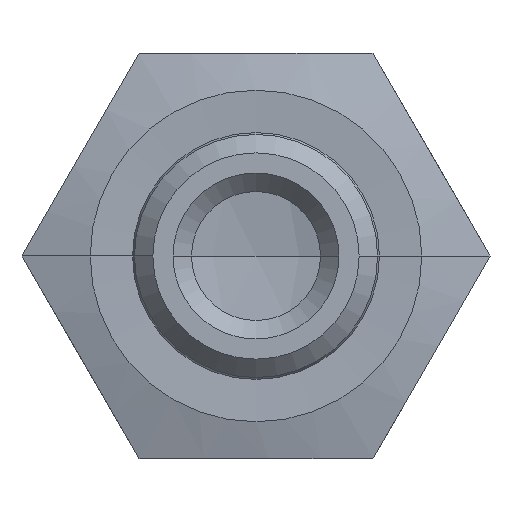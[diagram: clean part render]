
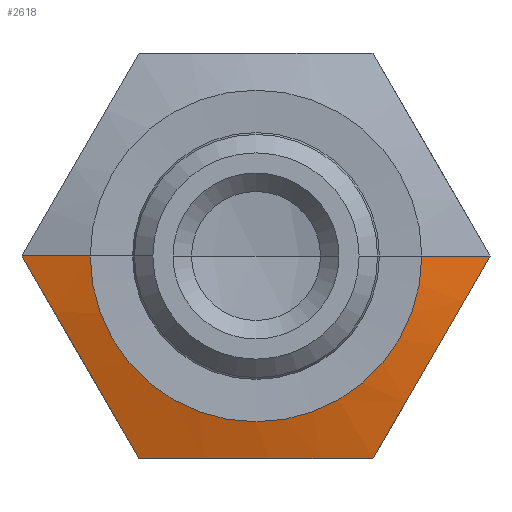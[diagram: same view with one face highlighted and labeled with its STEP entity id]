
A CAD part, front view. The second image highlights one B-rep face of the part: STEP entity #2618.
In plain terms, the highlighted conical face has half-angle 75 degrees and reference radius 9 mm.
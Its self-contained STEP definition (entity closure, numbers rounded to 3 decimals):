
#484 = VERTEX_POINT ( 'NONE', #10095 ) ;
#1891 = VERTEX_POINT ( 'NONE', #18559 ) ;
#2091 = VECTOR ( 'NONE', #30005, 1000. ) ;
#2360 = CARTESIAN_POINT ( 'NONE',  ( 10.585, 2.078, -3.667 ) ) ;
#2618 = ADVANCED_FACE ( 'NONE', ( #27207 ), #12376, .T. ) ;
#2639 = CARTESIAN_POINT ( 'NONE',  ( 9., 1.5, 0. ) ) ;
#3623 = B_SPLINE_CURVE_WITH_KNOTS ( 'NONE', 3,
 ( #15111, #30937, #20400, #4680, #23042, #7299, #25717, #9960, #28360, #12593 ),
 .UNSPECIFIED., .F., .F.,
 ( 4, 2, 2, 2, 4 ),
 ( 0.024, 0.028, 0.031, 0.034, 0.037 ),
 .UNSPECIFIED. ) ;
#4680 = CARTESIAN_POINT ( 'NONE',  ( 2.128, 2.078, -11. ) ) ;
#4809 = CARTESIAN_POINT ( 'NONE',  ( -7.409, 2.235, -9.167 ) ) ;
#4971 = CARTESIAN_POINT ( 'NONE',  ( 8.468, 2.078, -7.333 ) ) ;
#5403 = VERTEX_POINT ( 'NONE', #14079 ) ;
#5443 = EDGE_CURVE ( 'NONE', #25986, #7837, #23023, .T. ) ;
#6271 = CARTESIAN_POINT ( 'NONE',  ( 9., 1.5, 0. ) ) ;
#7140 = AXIS2_PLACEMENT_3D ( 'NONE', #7266, #25686, #9917 ) ;
#7266 = CARTESIAN_POINT ( 'NONE',  ( 0., 1.5, 0. ) ) ;
#7299 = CARTESIAN_POINT ( 'NONE',  ( -1.048, 2.036, -11. ) ) ;
#7431 = CARTESIAN_POINT ( 'NONE',  ( -9.526, 1.994, -5.5 ) ) ;
#7492 = CARTESIAN_POINT ( 'NONE',  ( 12.172, 2.35, -0.917 ) ) ;
#7569 = ORIENTED_EDGE ( 'NONE', *, *, #10685, .T. ) ;
#7608 = CARTESIAN_POINT ( 'NONE',  ( 6.88, 2.35, -10.083 ) ) ;
#7802 = DIRECTION ( 'NONE',  ( 0., 1., 0. ) ) ;
#7837 = VERTEX_POINT ( 'NONE', #25634 ) ;
#8299 = LINE ( 'NONE', #31433, #28473 ) ;
#9917 = DIRECTION ( 'NONE',  ( 1., 0., 0. ) ) ;
#9960 = CARTESIAN_POINT ( 'NONE',  ( -4.23, 2.234, -11. ) ) ;
#10094 = CARTESIAN_POINT ( 'NONE',  ( -11.643, 2.235, -1.833 ) ) ;
#10095 = CARTESIAN_POINT ( 'NONE',  ( -12.702, 2.492, 0. ) ) ;
#10685 = EDGE_CURVE ( 'NONE', #25986, #5403, #30928, .T. ) ;
#11411 = ORIENTED_EDGE ( 'NONE', *, *, #5443, .F. ) ;
#11447 = B_SPLINE_CURVE_WITH_KNOTS ( 'NONE', 3,
 ( #17874, #33689, #4809, #23183, #7431, #25849, #10094, #28503, #12714 ),
 .UNSPECIFIED., .F., .F.,
 ( 4, 2, 1, 2, 4 ),
 ( 0., 0.003, 0.006, 0.01, 0.013 ),
 .UNSPECIFIED. ) ;
#12376 = CONICAL_SURFACE ( 'NONE', #33545, 9., 1.309 ) ;
#12593 = CARTESIAN_POINT ( 'NONE',  ( -6.351, 2.492, -11. ) ) ;
#12714 = CARTESIAN_POINT ( 'NONE',  ( -12.702, 2.492, 0. ) ) ;
#14079 = CARTESIAN_POINT ( 'NONE',  ( -9., 1.5, 0. ) ) ;
#15111 = CARTESIAN_POINT ( 'NONE',  ( 6.351, 2.492, -11. ) ) ;
#16629 = VERTEX_POINT ( 'NONE', #18991 ) ;
#17874 = CARTESIAN_POINT ( 'NONE',  ( -6.351, 2.492, -11. ) ) ;
#18038 = CARTESIAN_POINT ( 'NONE',  ( 11.643, 2.235, -1.833 ) ) ;
#18242 = DIRECTION ( 'NONE',  ( -0.966, 0.259, 0. ) ) ;
#18559 = CARTESIAN_POINT ( 'NONE',  ( 6.351, 2.492, -11. ) ) ;
#18991 = CARTESIAN_POINT ( 'NONE',  ( -6.351, 2.492, -11. ) ) ;
#19147 = EDGE_LOOP ( 'NONE', ( #7569, #21873, #26528, #25038, #32772, #11411 ) ) ;
#20400 = CARTESIAN_POINT ( 'NONE',  ( 4.241, 2.236, -11. ) ) ;
#20702 = CARTESIAN_POINT ( 'NONE',  ( 9.526, 1.994, -5.5 ) ) ;
#20868 = EDGE_CURVE ( 'NONE', #16629, #484, #11447, .T. ) ;
#21733 = EDGE_CURVE ( 'NONE', #5403, #484, #8299, .T. ) ;
#21873 = ORIENTED_EDGE ( 'NONE', *, *, #21733, .T. ) ;
#23023 = LINE ( 'NONE', #6271, #2091 ) ;
#23042 = CARTESIAN_POINT ( 'NONE',  ( 1.07, 2.036, -11. ) ) ;
#23183 = CARTESIAN_POINT ( 'NONE',  ( -8.468, 2.078, -7.333 ) ) ;
#23352 = CARTESIAN_POINT ( 'NONE',  ( 7.409, 2.235, -9.167 ) ) ;
#23554 = CARTESIAN_POINT ( 'NONE',  ( 0., 1.5, 0. ) ) ;
#24678 = EDGE_CURVE ( 'NONE', #1891, #16629, #3623, .T. ) ;
#25038 = ORIENTED_EDGE ( 'NONE', *, *, #24678, .F. ) ;
#25634 = CARTESIAN_POINT ( 'NONE',  ( 12.702, 2.492, 0. ) ) ;
#25686 = DIRECTION ( 'NONE',  ( 0., 1., 0. ) ) ;
#25717 = CARTESIAN_POINT ( 'NONE',  ( -2.108, 2.077, -11. ) ) ;
#25849 = CARTESIAN_POINT ( 'NONE',  ( -10.585, 2.078, -3.667 ) ) ;
#25986 = VERTEX_POINT ( 'NONE', #2639 ) ;
#26019 = CARTESIAN_POINT ( 'NONE',  ( 6.351, 2.492, -11. ) ) ;
#26214 = DIRECTION ( 'NONE',  ( 1., 0., 0. ) ) ;
#26528 = ORIENTED_EDGE ( 'NONE', *, *, #20868, .F. ) ;
#27162 = EDGE_CURVE ( 'NONE', #7837, #1891, #33404, .T. ) ;
#27207 = FACE_OUTER_BOUND ( 'NONE', #19147, .T. ) ;
#28360 = CARTESIAN_POINT ( 'NONE',  ( -5.294, 2.35, -11. ) ) ;
#28473 = VECTOR ( 'NONE', #18242, 1000. ) ;
#28503 = CARTESIAN_POINT ( 'NONE',  ( -12.172, 2.35, -0.917 ) ) ;
#30005 = DIRECTION ( 'NONE',  ( 0.966, 0.259, 0. ) ) ;
#30928 = CIRCLE ( 'NONE', #7140, 9. ) ;
#30937 = CARTESIAN_POINT ( 'NONE',  ( 5.296, 2.351, -11. ) ) ;
#31433 = CARTESIAN_POINT ( 'NONE',  ( -9., 1.5, 0. ) ) ;
#32772 = ORIENTED_EDGE ( 'NONE', *, *, #27162, .F. ) ;
#33404 = B_SPLINE_CURVE_WITH_KNOTS ( 'NONE', 3,
 ( #33744, #7492, #18038, #2360, #20702, #4971, #23352, #7608, #26019 ),
 .UNSPECIFIED., .F., .F.,
 ( 4, 2, 1, 2, 4 ),
 ( 0., 0.003, 0.006, 0.01, 0.013 ),
 .UNSPECIFIED. ) ;
#33545 = AXIS2_PLACEMENT_3D ( 'NONE', #23554, #7802, #26214 ) ;
#33689 = CARTESIAN_POINT ( 'NONE',  ( -6.88, 2.35, -10.083 ) ) ;
#33744 = CARTESIAN_POINT ( 'NONE',  ( 12.702, 2.492, 0. ) ) ;
